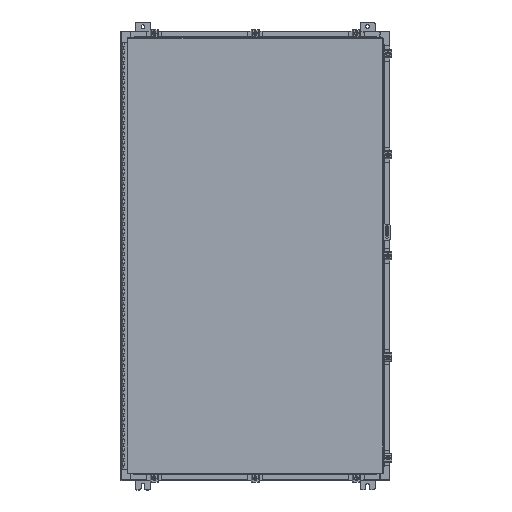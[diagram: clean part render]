
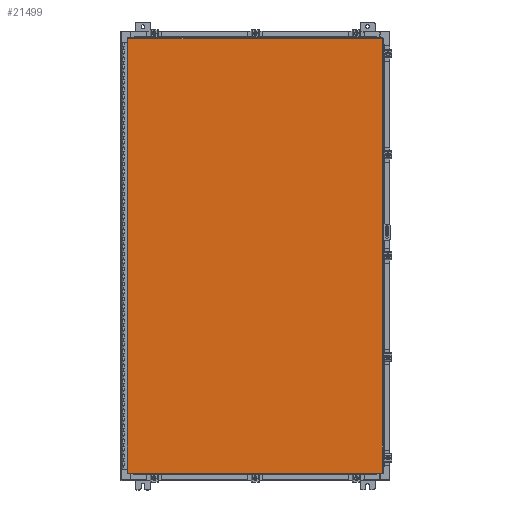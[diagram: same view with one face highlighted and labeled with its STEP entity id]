
A CAD part, top view. The second image highlights one B-rep face of the part: STEP entity #21499.
In plain terms, the highlighted planar face has unit normal (0, 0, 1).
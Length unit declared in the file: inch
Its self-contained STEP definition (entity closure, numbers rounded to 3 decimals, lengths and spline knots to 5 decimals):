
#2627 = ORIENTED_EDGE ( 'NONE', *, *, #11805, .T. ) ;
#3218 = VECTOR ( 'NONE', #8785, 39.37008 ) ;
#3988 = FACE_OUTER_BOUND ( 'NONE', #15769, .T. ) ;
#4177 = CARTESIAN_POINT ( 'NONE',  ( 16.9903, -29.0063, 0. ) ) ;
#6719 = ORIENTED_EDGE ( 'NONE', *, *, #38583, .T. ) ;
#8103 = LINE ( 'NONE', #30953, #58324 ) ;
#8785 = DIRECTION ( 'NONE',  ( 0., -1., 0. ) ) ;
#11613 = DIRECTION ( 'NONE',  ( 0., 1., 0. ) ) ;
#11805 = EDGE_CURVE ( 'NONE', #37618, #15208, #27540, .T. ) ;
#12636 = EDGE_CURVE ( 'NONE', #15208, #34663, #56346, .T. ) ;
#13520 = PLANE ( 'NONE',  #18644 ) ;
#15208 = VERTEX_POINT ( 'NONE', #60740 ) ;
#15769 = EDGE_LOOP ( 'NONE', ( #48734, #53374, #6719, #2627 ) ) ;
#17535 = VECTOR ( 'NONE', #51728, 39.37008 ) ;
#18644 = AXIS2_PLACEMENT_3D ( 'NONE', #47508, #52367, #23290 ) ;
#21499 = ADVANCED_FACE ( 'NONE', ( #3988 ), #13520, .F. ) ;
#23290 = DIRECTION ( 'NONE',  ( -1., 0., 0. ) ) ;
#27540 = LINE ( 'NONE', #42767, #3218 ) ;
#29526 = EDGE_CURVE ( 'NONE', #34663, #44987, #8103, .T. ) ;
#30953 = CARTESIAN_POINT ( 'NONE',  ( 16.9903, -29.0063, 0. ) ) ;
#34663 = VERTEX_POINT ( 'NONE', #4177 ) ;
#35620 = LINE ( 'NONE', #43015, #59956 ) ;
#37125 = CARTESIAN_POINT ( 'NONE',  ( -16.9903, -29.0063, 0. ) ) ;
#37618 = VERTEX_POINT ( 'NONE', #39791 ) ;
#38583 = EDGE_CURVE ( 'NONE', #44987, #37618, #35620, .T. ) ;
#39791 = CARTESIAN_POINT ( 'NONE',  ( -16.9903, 29.0063, 0. ) ) ;
#42767 = CARTESIAN_POINT ( 'NONE',  ( -16.9903, 29.0063, 0. ) ) ;
#43015 = CARTESIAN_POINT ( 'NONE',  ( 16.9903, 29.0063, 0. ) ) ;
#44987 = VERTEX_POINT ( 'NONE', #59866 ) ;
#47508 = CARTESIAN_POINT ( 'NONE',  ( 0., 0., 0. ) ) ;
#47886 = DIRECTION ( 'NONE',  ( -1., 0., 0. ) ) ;
#48734 = ORIENTED_EDGE ( 'NONE', *, *, #12636, .T. ) ;
#51728 = DIRECTION ( 'NONE',  ( 1., 0., 0. ) ) ;
#52367 = DIRECTION ( 'NONE',  ( 0., 0., -1. ) ) ;
#53374 = ORIENTED_EDGE ( 'NONE', *, *, #29526, .T. ) ;
#56346 = LINE ( 'NONE', #37125, #17535 ) ;
#58324 = VECTOR ( 'NONE', #11613, 39.37008 ) ;
#59866 = CARTESIAN_POINT ( 'NONE',  ( 16.9903, 29.0063, 0. ) ) ;
#59956 = VECTOR ( 'NONE', #47886, 39.37008 ) ;
#60740 = CARTESIAN_POINT ( 'NONE',  ( -16.9903, -29.0063, 0. ) ) ;
